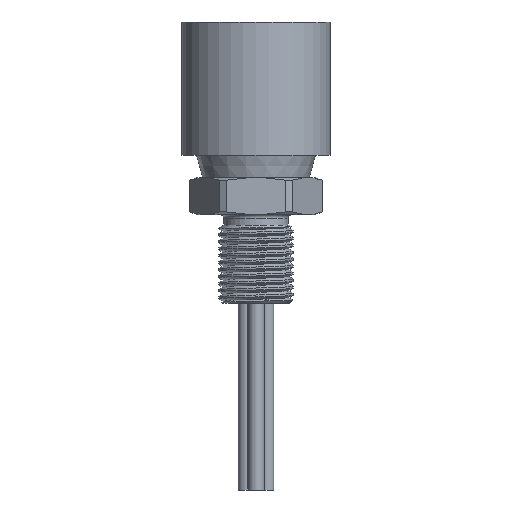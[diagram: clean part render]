
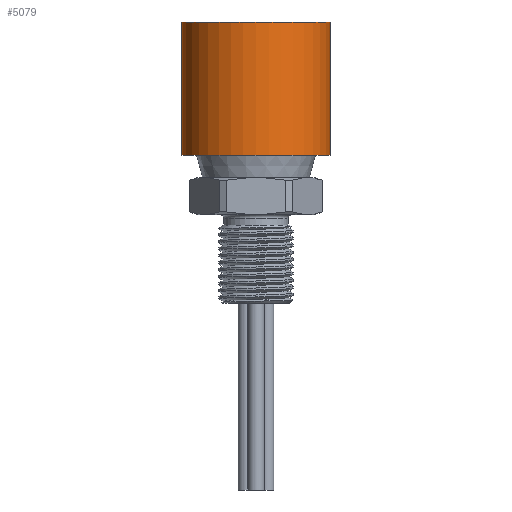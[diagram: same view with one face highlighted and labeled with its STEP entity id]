
A CAD part, front view. The second image highlights one B-rep face of the part: STEP entity #5079.
In plain terms, the highlighted cylindrical face has radius 15.875 mm (diameter 31.75 mm), a full revolution.
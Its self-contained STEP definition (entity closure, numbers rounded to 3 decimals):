
#194=FACE_BOUND($,#1506,.T.);
#286=CYLINDRICAL_SURFACE($,#5459,15.875);
#353=CIRCLE($,#5381,15.875);
#393=CIRCLE($,#5460,15.875);
#1124=FACE_OUTER_BOUND($,#1505,.T.);
#1505=EDGE_LOOP($,(#4208));
#1506=EDGE_LOOP($,(#4209));
#2599=VERTEX_POINT($,#10014);
#2639=VERTEX_POINT($,#10133);
#3172=EDGE_CURVE($,#2599,#2599,#353,.T.);
#3212=EDGE_CURVE($,#2639,#2639,#393,.T.);
#4208=ORIENTED_EDGE($,*,*,#3172,.T.);
#4209=ORIENTED_EDGE($,*,*,#3212,.F.);
#5079=ADVANCED_FACE($,(#1124,#194),#286,.T.);
#5381=AXIS2_PLACEMENT_3D($,#10015,#6188,#6189);
#5459=AXIS2_PLACEMENT_3D($,#10132,#6344,#6345);
#5460=AXIS2_PLACEMENT_3D($,#10134,#6346,#6347);
#6188=DIRECTION('center_axis',(0.,0.,-1.));
#6189=DIRECTION('ref_axis',(-1.,0.,0.));
#6344=DIRECTION('center_axis',(0.,0.,-1.));
#6345=DIRECTION('ref_axis',(-1.,0.,0.));
#6346=DIRECTION('center_axis',(0.,0.,-1.));
#6347=DIRECTION('ref_axis',(-1.,0.,0.));
#10014=CARTESIAN_POINT('',(-15.875,0.,27.));
#10015=CARTESIAN_POINT('Origin',(0.,0.,27.));
#10132=CARTESIAN_POINT('Origin',(0.,0.,-6.35));
#10133=CARTESIAN_POINT('',(-15.875,0.,-1.575));
#10134=CARTESIAN_POINT('Origin',(0.,0.,-1.575));
